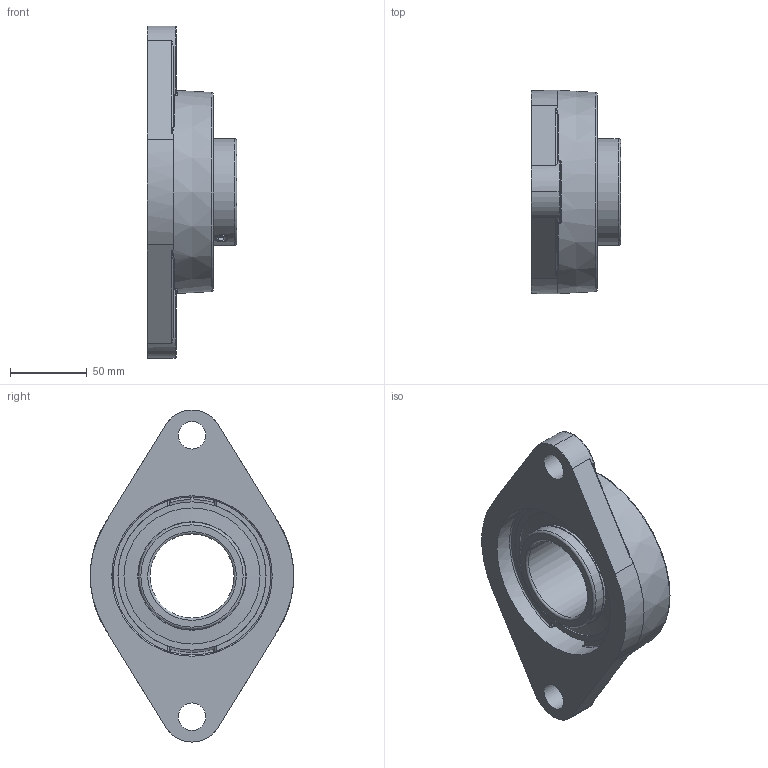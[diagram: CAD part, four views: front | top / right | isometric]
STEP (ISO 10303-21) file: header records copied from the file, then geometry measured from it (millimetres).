
FILE_DESCRIPTION(('HOOPS Exchange Step'),'2;1');
FILE_NAME('export-82911009-4185-41BA-8EDB-EC32AC248E89.stp','2020-05-29T11:05:12-07:00',('dkerr'),('Alibre'),'HOOPS Exchange 2020.0','Alibre','Unknown authorisation');
FILE_SCHEMA( ('AP242_MANAGED_MODEL_BASED_3D_ENGINEERING_MIM_LF {1 0 10303 442 1 1 4 }') );
Length unit declared in the file: inch
Products named in the file (7): MRN SFTM L4L 211; MRN SUC 211 L4L (55mm) (Race); MRN SUC 211 L4L (Ball); MRN SUC 211 L4L (Shield); MRN SUC 211 L4L (Set Screw); MRN SUC 211 L4L (55mm); MRN SUCSFTM 211 L4L (55mm)
Assembly tree (7 placements, depth 3):
  MRN SUCSFTM 211 L4L (55mm)
    MRN SFTM L4L 211
    MRN SUC 211 L4L (55mm)
      MRN SUC 211 L4L (55mm) (Race)
      MRN SUC 211 L4L (Ball)
      MRN SUC 211 L4L (Shield)
      MRN SUC 211 L4L (Set Screw)  x2
Bounding box: 58.4 x 133 x 217 mm (x, y, z)
Volume: 443753.4 mm3; surface area: 118616.7 mm2
Topology: 17 solids, 17 shells, 165 faces, 436 edges, 283 vertices
Faces by surface type: plane 56, cylinder 45, torus 22, sphere 17, bspline 16, cone 9
Full cylindrical faces by diameter (mm): 8.382 x4, 18 x2, 55 x1, 69.85 x4, 70.866 x2, 88.9 x2, 91.44 x2, 102.825 x1, 104.825 x1, 110.1 x1
Entity records: 12189 total; most frequent: CARTESIAN_POINT 8228, DIRECTION 820, ORIENTED_EDGE 768, EDGE_CURVE 384, AXIS2_PLACEMENT_3D 355, VERTEX_POINT 266, CIRCLE 196, EDGE_LOOP 176
